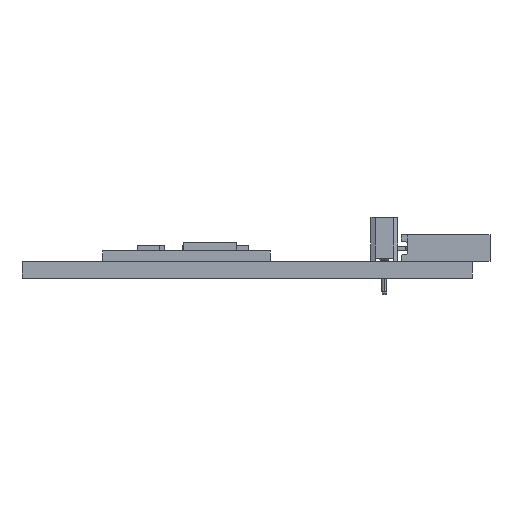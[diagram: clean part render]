
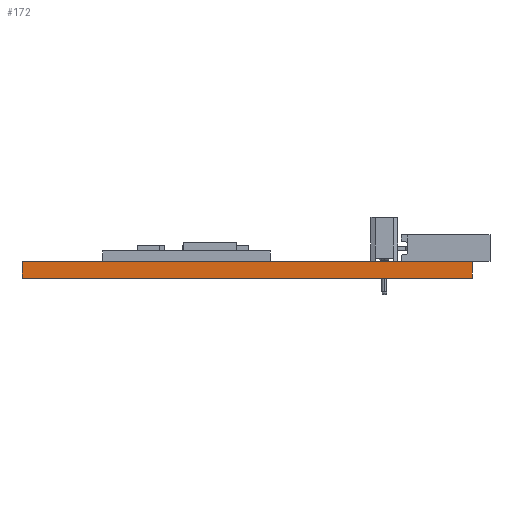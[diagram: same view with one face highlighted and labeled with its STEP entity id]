
A CAD part, front view. The second image highlights one B-rep face of the part: STEP entity #172.
In plain terms, the highlighted planar face has unit normal (0, -1, 0).
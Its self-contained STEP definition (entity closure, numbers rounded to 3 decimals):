
#114 = EDGE_CURVE('',#115,#117,#119,.T.);
#115 = VERTEX_POINT('',#116);
#116 = CARTESIAN_POINT('',(43.,0.,-0.803));
#117 = VERTEX_POINT('',#118);
#118 = CARTESIAN_POINT('',(43.,0.,0.803));
#119 = LINE('',#120,#121);
#120 = CARTESIAN_POINT('',(43.,0.,-0.803));
#121 = VECTOR('',#122,1.);
#122 = DIRECTION('',(0.,0.,1.));
#147 = VERTEX_POINT('',#148);
#148 = CARTESIAN_POINT('',(0.,0.,0.803));
#154 = EDGE_CURVE('',#155,#147,#157,.T.);
#155 = VERTEX_POINT('',#156);
#156 = CARTESIAN_POINT('',(0.,0.,-0.803));
#157 = LINE('',#158,#159);
#158 = CARTESIAN_POINT('',(0.,0.,-0.803));
#159 = VECTOR('',#160,1.);
#160 = DIRECTION('',(0.,0.,1.));
#172 = ADVANCED_FACE('',(#173),#189,.F.);
#173 = FACE_BOUND('',#174,.F.);
#174 = EDGE_LOOP('',(#175,#176,#182,#183));
#175 = ORIENTED_EDGE('',*,*,#154,.T.);
#176 = ORIENTED_EDGE('',*,*,#177,.T.);
#177 = EDGE_CURVE('',#147,#117,#178,.T.);
#178 = LINE('',#179,#180);
#179 = CARTESIAN_POINT('',(0.,0.,0.803));
#180 = VECTOR('',#181,1.);
#181 = DIRECTION('',(1.,0.,0.));
#182 = ORIENTED_EDGE('',*,*,#114,.F.);
#183 = ORIENTED_EDGE('',*,*,#184,.F.);
#184 = EDGE_CURVE('',#155,#115,#185,.T.);
#185 = LINE('',#186,#187);
#186 = CARTESIAN_POINT('',(0.,0.,-0.803));
#187 = VECTOR('',#188,1.);
#188 = DIRECTION('',(1.,0.,0.));
#189 = PLANE('',#190);
#190 = AXIS2_PLACEMENT_3D('',#191,#192,#193);
#191 = CARTESIAN_POINT('',(0.,0.,-0.803));
#192 = DIRECTION('',(0.,1.,0.));
#193 = DIRECTION('',(1.,0.,0.));
